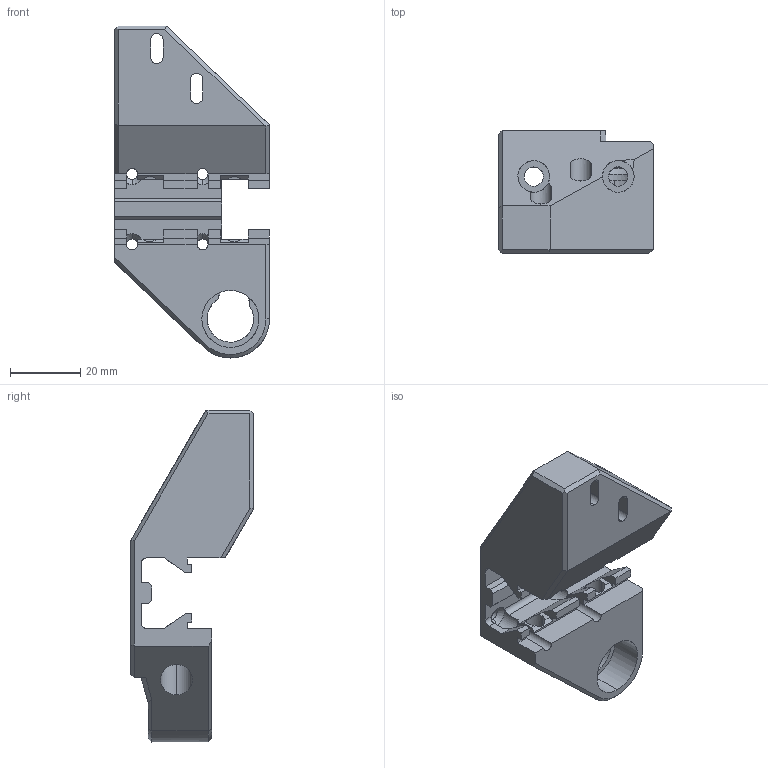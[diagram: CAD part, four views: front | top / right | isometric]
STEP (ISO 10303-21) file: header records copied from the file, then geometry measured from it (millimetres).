
FILE_DESCRIPTION (( 'STEP AP203' ), '1' );
FILE_NAME ('x_negative_gantry_mount.STEP', '2019-06-25T20:15:00', ( '' ), ( '' ), 'SwSTEP 2.0', 'SolidWorks 2018', '' );
FILE_SCHEMA (( 'CONFIG_CONTROL_DESIGN' ));
Length unit declared in the file: millimetre
Products named in the file (1): x_negative_gantry_mount
Bounding box: 44 x 34.8 x 94.25 mm (x, y, z)
Volume: 49441.9 mm3; surface area: 16911 mm2
Topology: 1 solids, 1 shells, 222 faces, 615 edges, 387 vertices
Faces by surface type: plane 136, cylinder 62, cone 24
Entity records: 7272 total; most frequent: CARTESIAN_POINT 1550, ORIENTED_EDGE 1230, DIRECTION 1128, EDGE_CURVE 615, VECTOR 438, LINE 438, VERTEX_POINT 387, AXIS2_PLACEMENT_3D 345
